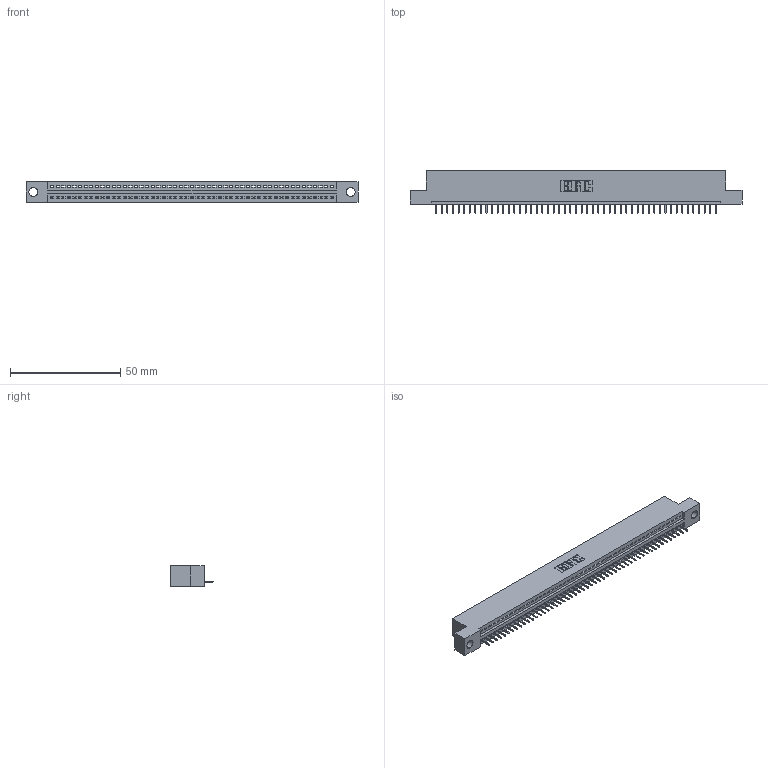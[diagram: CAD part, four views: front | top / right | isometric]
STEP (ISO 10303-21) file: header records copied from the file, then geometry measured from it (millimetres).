
FILE_DESCRIPTION (( 'STEP AP203' ), '1' );
FILE_NAME ('345-051-524-104.STEP', '2018-09-22T17:09:50', ( '' ), ( '' ), 'SwSTEP 2.0', 'SolidWorks 2016', '' );
FILE_SCHEMA (( 'CONFIG_CONTROL_DESIGN' ));
Length unit declared in the file: inch
Products named in the file (3): 345 Part_Flush Mounting Lugs - 0.156 Dia-TH; 345-292-001_345-293-124; 345-051-524-104
Assembly tree (52 placements, depth 2):
  345-051-524-104
    345 Part_Flush Mounting Lugs - 0.156 Dia-TH
    345-292-001_345-293-124  x51
Bounding box: 150.75 x 19.35 x 9.4 mm (x, y, z)
Volume: 14102.7 mm3; surface area: 18028.1 mm2
Topology: 52 solids, 52 shells, 3288 faces, 9521 edges, 6142 vertices
Faces by surface type: plane 2426, cylinder 862
Entity records: 37249 total; most frequent: CARTESIAN_POINT 6457, ORIENTED_EDGE 6442, DIRECTION 5627, EDGE_CURVE 3221, LINE 2889, VECTOR 2889, VERTEX_POINT 2142, AXIS2_PLACEMENT_3D 1369
